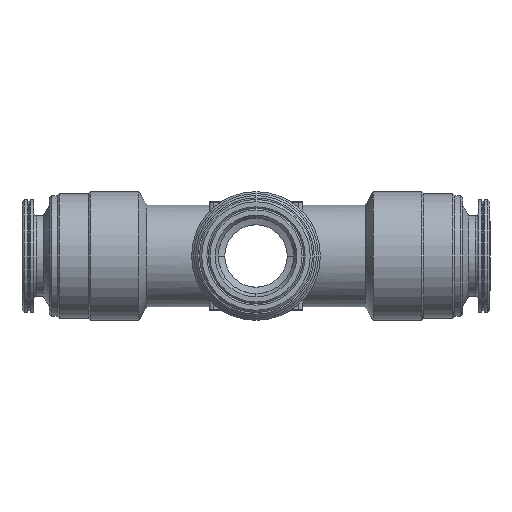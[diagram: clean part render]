
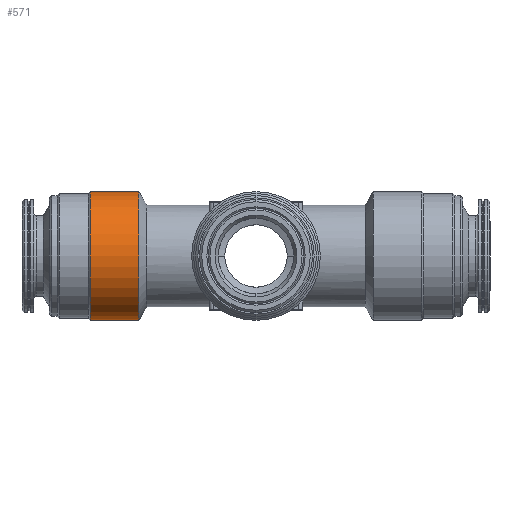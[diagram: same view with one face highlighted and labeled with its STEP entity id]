
A CAD part, left-side view. The second image highlights one B-rep face of the part: STEP entity #571.
In plain terms, the highlighted cylindrical face has radius 8.25 mm (diameter 16.5 mm), a partial arc.
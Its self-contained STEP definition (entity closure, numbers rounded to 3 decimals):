
#64 = VERTEX_POINT ( 'NONE', #4171 ) ;
#350 = CARTESIAN_POINT ( 'NONE',  ( 0., 0., -8.25 ) ) ;
#392 = AXIS2_PLACEMENT_3D ( 'NONE', #8663, #5377, #6711 ) ;
#408 = DIRECTION ( 'NONE',  ( 0., -1., 0. ) ) ;
#571 = ADVANCED_FACE ( 'NONE', ( #5479 ), #2008, .T. ) ;
#598 = DIRECTION ( 'NONE',  ( -1., 0., 0. ) ) ;
#612 = CARTESIAN_POINT ( 'NONE',  ( 0., 21.25, 0. ) ) ;
#618 = LINE ( 'NONE', #350, #4000 ) ;
#943 = CARTESIAN_POINT ( 'NONE',  ( 0., 15.01, 8.25 ) ) ;
#1659 = CIRCLE ( 'NONE', #6924, 8.25 ) ;
#1752 = ORIENTED_EDGE ( 'NONE', *, *, #7118, .T. ) ;
#1917 = CIRCLE ( 'NONE', #3278, 8.25 ) ;
#2008 = CYLINDRICAL_SURFACE ( 'NONE', #392, 8.25 ) ;
#2185 = EDGE_LOOP ( 'NONE', ( #1752, #4421, #3259, #3253 ) ) ;
#2318 = VERTEX_POINT ( 'NONE', #4016 ) ;
#2791 = VERTEX_POINT ( 'NONE', #2991 ) ;
#2982 = LINE ( 'NONE', #8177, #7635 ) ;
#2991 = CARTESIAN_POINT ( 'NONE',  ( 0., 21.25, 8.25 ) ) ;
#3236 = DIRECTION ( 'NONE',  ( 0., 1., 0. ) ) ;
#3253 = ORIENTED_EDGE ( 'NONE', *, *, #3342, .F. ) ;
#3259 = ORIENTED_EDGE ( 'NONE', *, *, #3909, .T. ) ;
#3278 = AXIS2_PLACEMENT_3D ( 'NONE', #8606, #3236, #598 ) ;
#3342 = EDGE_CURVE ( 'NONE', #2791, #6872, #2982, .T. ) ;
#3909 = EDGE_CURVE ( 'NONE', #64, #6872, #1917, .T. ) ;
#4000 = VECTOR ( 'NONE', #408, 1000. ) ;
#4014 = DIRECTION ( 'NONE',  ( 0., 0., 1. ) ) ;
#4016 = CARTESIAN_POINT ( 'NONE',  ( 0., 21.25, -8.25 ) ) ;
#4171 = CARTESIAN_POINT ( 'NONE',  ( 0., 15.01, -8.25 ) ) ;
#4421 = ORIENTED_EDGE ( 'NONE', *, *, #6755, .T. ) ;
#5377 = DIRECTION ( 'NONE',  ( 0., -1., 0. ) ) ;
#5479 = FACE_OUTER_BOUND ( 'NONE', #2185, .T. ) ;
#6711 = DIRECTION ( 'NONE',  ( 0., 0., 1. ) ) ;
#6755 = EDGE_CURVE ( 'NONE', #2318, #64, #618, .T. ) ;
#6842 = DIRECTION ( 'NONE',  ( 0., -1., 0. ) ) ;
#6872 = VERTEX_POINT ( 'NONE', #943 ) ;
#6924 = AXIS2_PLACEMENT_3D ( 'NONE', #612, #8092, #4014 ) ;
#7118 = EDGE_CURVE ( 'NONE', #2791, #2318, #1659, .T. ) ;
#7635 = VECTOR ( 'NONE', #6842, 1000. ) ;
#8092 = DIRECTION ( 'NONE',  ( 0., -1., 0. ) ) ;
#8177 = CARTESIAN_POINT ( 'NONE',  ( 0., 0., 8.25 ) ) ;
#8606 = CARTESIAN_POINT ( 'NONE',  ( 0., 15.01, 0. ) ) ;
#8663 = CARTESIAN_POINT ( 'NONE',  ( 0., 0., 0. ) ) ;
